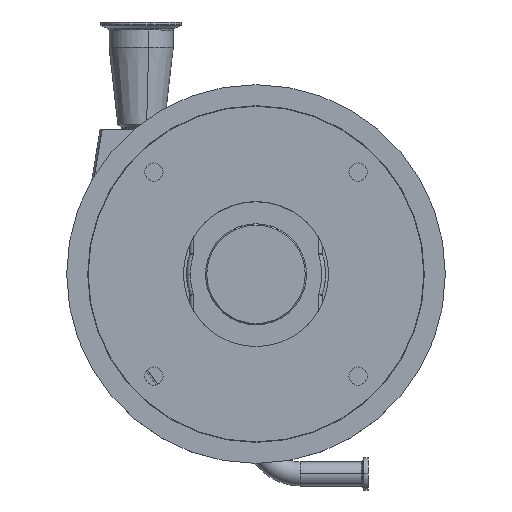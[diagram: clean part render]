
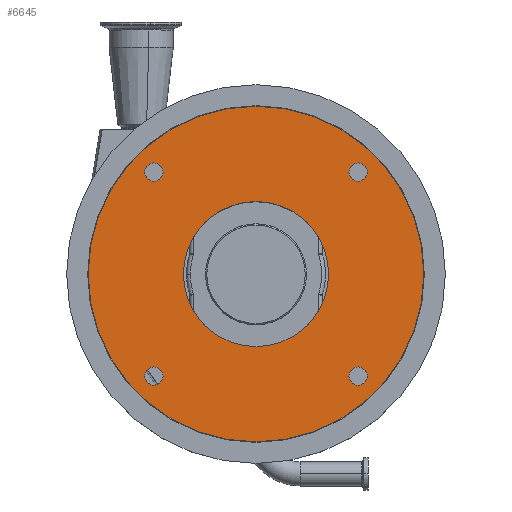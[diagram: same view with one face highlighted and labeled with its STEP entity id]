
A CAD part, top view. The second image highlights one B-rep face of the part: STEP entity #6645.
In plain terms, the highlighted planar face has unit normal (0, 0, 1).
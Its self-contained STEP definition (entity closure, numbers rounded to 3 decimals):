
#22 = DIRECTION ( 'NONE',  ( 0., 0., 1. ) ) ;
#193 = CARTESIAN_POINT ( 'NONE',  ( 88.072, -80.822, -9. ) ) ;
#335 = VERTEX_POINT ( 'NONE', #193 ) ;
#512 = DIRECTION ( 'NONE',  ( 1., 0., 0. ) ) ;
#652 = AXIS2_PLACEMENT_3D ( 'NONE', #5970, #13012, #7995 ) ;
#801 = CARTESIAN_POINT ( 'NONE',  ( 80.822, 80.822, -9. ) ) ;
#986 = EDGE_LOOP ( 'NONE', ( #7978, #6273 ) ) ;
#1038 = AXIS2_PLACEMENT_3D ( 'NONE', #5919, #7948, #12097 ) ;
#1338 = CIRCLE ( 'NONE', #4165, 7.25 ) ;
#1452 = CIRCLE ( 'NONE', #4285, 132.95 ) ;
#1494 = CARTESIAN_POINT ( 'NONE',  ( -80.822, -80.822, -9. ) ) ;
#1565 = CIRCLE ( 'NONE', #6567, 7.25 ) ;
#1568 = ORIENTED_EDGE ( 'NONE', *, *, #7591, .T. ) ;
#1597 = AXIS2_PLACEMENT_3D ( 'NONE', #2217, #2086, #6362 ) ;
#1760 = DIRECTION ( 'NONE',  ( 1., 0., 0. ) ) ;
#1772 = EDGE_CURVE ( 'NONE', #1885, #335, #7565, .T. ) ;
#1873 = EDGE_LOOP ( 'NONE', ( #6871, #1568 ) ) ;
#1885 = VERTEX_POINT ( 'NONE', #10277 ) ;
#2086 = DIRECTION ( 'NONE',  ( 0., 0., 1. ) ) ;
#2217 = CARTESIAN_POINT ( 'NONE',  ( 0., 0., -9. ) ) ;
#2294 = CIRCLE ( 'NONE', #12280, 7.25 ) ;
#2645 = VERTEX_POINT ( 'NONE', #4814 ) ;
#2756 = CIRCLE ( 'NONE', #1038, 7.25 ) ;
#2911 = DIRECTION ( 'NONE',  ( 1., 0., 0. ) ) ;
#2957 = CARTESIAN_POINT ( 'NONE',  ( -73.572, -80.822, -9. ) ) ;
#2958 = AXIS2_PLACEMENT_3D ( 'NONE', #8218, #11273, #9525 ) ;
#2965 = CIRCLE ( 'NONE', #9637, 7.25 ) ;
#3105 = VERTEX_POINT ( 'NONE', #9687 ) ;
#3336 = ORIENTED_EDGE ( 'NONE', *, *, #7809, .F. ) ;
#3531 = DIRECTION ( 'NONE',  ( 0., 0., 1. ) ) ;
#3654 = CARTESIAN_POINT ( 'NONE',  ( -80.822, 80.822, -9. ) ) ;
#3668 = DIRECTION ( 'NONE',  ( 1., 0., 0. ) ) ;
#3821 = CARTESIAN_POINT ( 'NONE',  ( 80.822, -80.822, -9. ) ) ;
#3926 = DIRECTION ( 'NONE',  ( 0., 0., 1. ) ) ;
#3986 = DIRECTION ( 'NONE',  ( 1., 0., 0. ) ) ;
#4015 = EDGE_CURVE ( 'NONE', #5590, #10987, #1452, .T. ) ;
#4041 = CARTESIAN_POINT ( 'NONE',  ( -57.5, 0., -9. ) ) ;
#4059 = CARTESIAN_POINT ( 'NONE',  ( 132.95, 0., -9. ) ) ;
#4165 = AXIS2_PLACEMENT_3D ( 'NONE', #1494, #7669, #3668 ) ;
#4200 = EDGE_CURVE ( 'NONE', #7065, #3105, #2756, .T. ) ;
#4285 = AXIS2_PLACEMENT_3D ( 'NONE', #8923, #13278, #3986 ) ;
#4354 = EDGE_CURVE ( 'NONE', #11379, #6586, #1565, .T. ) ;
#4377 = ORIENTED_EDGE ( 'NONE', *, *, #6320, .F. ) ;
#4608 = AXIS2_PLACEMENT_3D ( 'NONE', #8849, #8993, #8134 ) ;
#4690 = CARTESIAN_POINT ( 'NONE',  ( -88.072, 80.822, -9. ) ) ;
#4814 = CARTESIAN_POINT ( 'NONE',  ( -73.572, 80.822, -9. ) ) ;
#4854 = VERTEX_POINT ( 'NONE', #4690 ) ;
#4977 = DIRECTION ( 'NONE',  ( 1., 0., 0. ) ) ;
#5106 = EDGE_LOOP ( 'NONE', ( #9010, #4377 ) ) ;
#5182 = DIRECTION ( 'NONE',  ( 1., 0., 0. ) ) ;
#5347 = CARTESIAN_POINT ( 'NONE',  ( -88.072, -80.822, -9. ) ) ;
#5509 = EDGE_CURVE ( 'NONE', #7647, #7368, #5703, .T. ) ;
#5590 = VERTEX_POINT ( 'NONE', #4059 ) ;
#5703 = CIRCLE ( 'NONE', #4608, 57.5 ) ;
#5772 = ORIENTED_EDGE ( 'NONE', *, *, #11641, .F. ) ;
#5826 = CARTESIAN_POINT ( 'NONE',  ( -132.95, 0., -9. ) ) ;
#5856 = CARTESIAN_POINT ( 'NONE',  ( 73.572, 80.822, -9. ) ) ;
#5919 = CARTESIAN_POINT ( 'NONE',  ( 80.822, 80.822, -9. ) ) ;
#5970 = CARTESIAN_POINT ( 'NONE',  ( 0., 0., -9. ) ) ;
#6273 = ORIENTED_EDGE ( 'NONE', *, *, #5509, .F. ) ;
#6320 = EDGE_CURVE ( 'NONE', #4854, #2645, #8117, .T. ) ;
#6362 = DIRECTION ( 'NONE',  ( 1., 0., 0. ) ) ;
#6422 = FACE_BOUND ( 'NONE', #986, .T. ) ;
#6479 = EDGE_CURVE ( 'NONE', #3105, #7065, #10290, .T. ) ;
#6567 = AXIS2_PLACEMENT_3D ( 'NONE', #12574, #22, #5182 ) ;
#6586 = VERTEX_POINT ( 'NONE', #5347 ) ;
#6645 = ADVANCED_FACE ( 'NONE', ( #9526, #10509, #10380, #11390, #11326, #6422 ), #11523, .T. ) ;
#6871 = ORIENTED_EDGE ( 'NONE', *, *, #4015, .T. ) ;
#6922 = ORIENTED_EDGE ( 'NONE', *, *, #1772, .F. ) ;
#7065 = VERTEX_POINT ( 'NONE', #5856 ) ;
#7368 = VERTEX_POINT ( 'NONE', #12357 ) ;
#7565 = CIRCLE ( 'NONE', #12776, 7.25 ) ;
#7591 = EDGE_CURVE ( 'NONE', #10987, #5590, #12690, .T. ) ;
#7647 = VERTEX_POINT ( 'NONE', #4041 ) ;
#7661 = DIRECTION ( 'NONE',  ( 1., 0., 0. ) ) ;
#7669 = DIRECTION ( 'NONE',  ( 0., 0., 1. ) ) ;
#7809 = EDGE_CURVE ( 'NONE', #335, #1885, #2965, .T. ) ;
#7813 = DIRECTION ( 'NONE',  ( 0., 0., 1. ) ) ;
#7948 = DIRECTION ( 'NONE',  ( 0., 0., 1. ) ) ;
#7978 = ORIENTED_EDGE ( 'NONE', *, *, #10345, .F. ) ;
#7980 = EDGE_CURVE ( 'NONE', #2645, #4854, #2294, .T. ) ;
#7995 = DIRECTION ( 'NONE',  ( 1., 0., 0. ) ) ;
#8117 = CIRCLE ( 'NONE', #10505, 7.25 ) ;
#8134 = DIRECTION ( 'NONE',  ( 1., 0., 0. ) ) ;
#8218 = CARTESIAN_POINT ( 'NONE',  ( 0., 0., -9. ) ) ;
#8398 = EDGE_LOOP ( 'NONE', ( #3336, #6922 ) ) ;
#8550 = CARTESIAN_POINT ( 'NONE',  ( 80.822, -80.822, -9. ) ) ;
#8849 = CARTESIAN_POINT ( 'NONE',  ( 0., 0., -9. ) ) ;
#8923 = CARTESIAN_POINT ( 'NONE',  ( 0., 0., -9. ) ) ;
#8993 = DIRECTION ( 'NONE',  ( 0., 0., 1. ) ) ;
#9010 = ORIENTED_EDGE ( 'NONE', *, *, #7980, .F. ) ;
#9118 = ORIENTED_EDGE ( 'NONE', *, *, #6479, .F. ) ;
#9525 = DIRECTION ( 'NONE',  ( 1., 0., 0. ) ) ;
#9526 = FACE_OUTER_BOUND ( 'NONE', #1873, .T. ) ;
#9637 = AXIS2_PLACEMENT_3D ( 'NONE', #8550, #3531, #7661 ) ;
#9687 = CARTESIAN_POINT ( 'NONE',  ( 88.072, 80.822, -9. ) ) ;
#9813 = EDGE_LOOP ( 'NONE', ( #9118, #9883 ) ) ;
#9883 = ORIENTED_EDGE ( 'NONE', *, *, #4200, .F. ) ;
#9965 = EDGE_LOOP ( 'NONE', ( #10763, #5772 ) ) ;
#10277 = CARTESIAN_POINT ( 'NONE',  ( 73.572, -80.822, -9. ) ) ;
#10290 = CIRCLE ( 'NONE', #12004, 7.25 ) ;
#10345 = EDGE_CURVE ( 'NONE', #7368, #7647, #10436, .T. ) ;
#10380 = FACE_BOUND ( 'NONE', #9965, .T. ) ;
#10436 = CIRCLE ( 'NONE', #652, 57.5 ) ;
#10505 = AXIS2_PLACEMENT_3D ( 'NONE', #10972, #10712, #512 ) ;
#10509 = FACE_BOUND ( 'NONE', #5106, .T. ) ;
#10712 = DIRECTION ( 'NONE',  ( 0., 0., 1. ) ) ;
#10763 = ORIENTED_EDGE ( 'NONE', *, *, #4354, .F. ) ;
#10972 = CARTESIAN_POINT ( 'NONE',  ( -80.822, 80.822, -9. ) ) ;
#10987 = VERTEX_POINT ( 'NONE', #5826 ) ;
#11273 = DIRECTION ( 'NONE',  ( 0., 0., 1. ) ) ;
#11326 = FACE_BOUND ( 'NONE', #9813, .T. ) ;
#11379 = VERTEX_POINT ( 'NONE', #2957 ) ;
#11390 = FACE_BOUND ( 'NONE', #8398, .T. ) ;
#11523 = PLANE ( 'NONE',  #1597 ) ;
#11641 = EDGE_CURVE ( 'NONE', #6586, #11379, #1338, .T. ) ;
#11935 = DIRECTION ( 'NONE',  ( 0., 0., 1. ) ) ;
#12004 = AXIS2_PLACEMENT_3D ( 'NONE', #801, #3926, #2911 ) ;
#12097 = DIRECTION ( 'NONE',  ( 1., 0., 0. ) ) ;
#12280 = AXIS2_PLACEMENT_3D ( 'NONE', #3654, #11935, #1760 ) ;
#12357 = CARTESIAN_POINT ( 'NONE',  ( 57.5, 0., -9. ) ) ;
#12574 = CARTESIAN_POINT ( 'NONE',  ( -80.822, -80.822, -9. ) ) ;
#12690 = CIRCLE ( 'NONE', #2958, 132.95 ) ;
#12776 = AXIS2_PLACEMENT_3D ( 'NONE', #3821, #7813, #4977 ) ;
#13012 = DIRECTION ( 'NONE',  ( 0., 0., 1. ) ) ;
#13278 = DIRECTION ( 'NONE',  ( 0., 0., 1. ) ) ;
